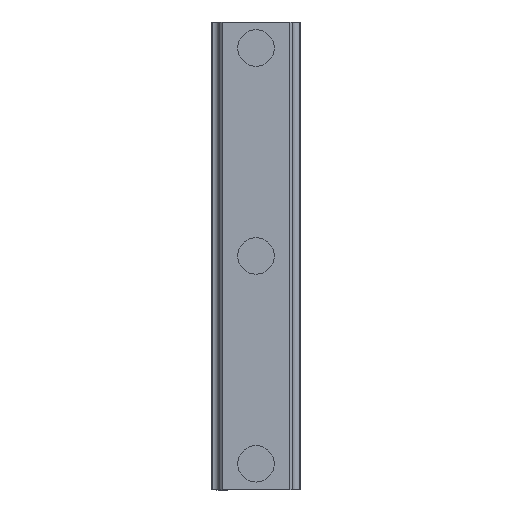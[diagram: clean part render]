
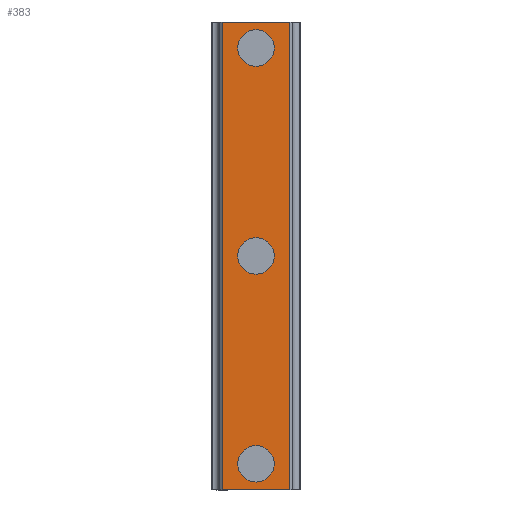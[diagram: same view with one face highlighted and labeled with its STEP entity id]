
A CAD part, top view. The second image highlights one B-rep face of the part: STEP entity #383.
In plain terms, the highlighted planar face has unit normal (0, 0, 1).
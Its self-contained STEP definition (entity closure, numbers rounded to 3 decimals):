
#383=ADVANCED_FACE('',(#788,#789,#790,#791),#792,.T.);
#788=FACE_BOUND('',#1211,.T.);
#789=FACE_BOUND('',#1212,.T.);
#790=FACE_BOUND('',#1213,.T.);
#791=FACE_OUTER_BOUND('',#1214,.T.);
#792=PLANE('',#1215);
#1211=EDGE_LOOP('',(#2347,#2348));
#1212=EDGE_LOOP('',(#2349,#2350));
#1213=EDGE_LOOP('',(#2351,#2352));
#1214=EDGE_LOOP('',(#2353,#2354,#2355,#2356));
#1215=AXIS2_PLACEMENT_3D('',#2357,#2358,#2359);
#2347=ORIENTED_EDGE('',*,*,#2562,.T.);
#2348=ORIENTED_EDGE('',*,*,#2925,.T.);
#2349=ORIENTED_EDGE('',*,*,#2552,.T.);
#2350=ORIENTED_EDGE('',*,*,#2931,.T.);
#2351=ORIENTED_EDGE('',*,*,#2542,.T.);
#2352=ORIENTED_EDGE('',*,*,#2937,.T.);
#2353=ORIENTED_EDGE('',*,*,#2904,.T.);
#2354=ORIENTED_EDGE('',*,*,#2984,.F.);
#2355=ORIENTED_EDGE('',*,*,#2774,.T.);
#2356=ORIENTED_EDGE('',*,*,#2982,.T.);
#2357=CARTESIAN_POINT('',(0.0,180.0,27.5));
#2358=DIRECTION('',(0.0,0.0,1.0));
#2359=DIRECTION('',(-1.0,0.0,0.0));
#2542=EDGE_CURVE('',#3040,#3037,#3041,.T.);
#2552=EDGE_CURVE('',#3058,#3055,#3059,.T.);
#2562=EDGE_CURVE('',#3076,#3073,#3077,.T.);
#2774=EDGE_CURVE('',#3400,#3398,#3401,.T.);
#2904=EDGE_CURVE('',#3615,#3613,#3616,.T.);
#2925=EDGE_CURVE('',#3073,#3076,#3655,.T.);
#2931=EDGE_CURVE('',#3055,#3058,#3661,.T.);
#2937=EDGE_CURVE('',#3037,#3040,#3667,.T.);
#2982=EDGE_CURVE('',#3398,#3615,#3712,.T.);
#2984=EDGE_CURVE('',#3400,#3613,#3714,.T.);
#3037=VERTEX_POINT('',#3769);
#3040=VERTEX_POINT('',#3773);
#3041=CIRCLE('',#3774,7.0);
#3055=VERTEX_POINT('',#3791);
#3058=VERTEX_POINT('',#3795);
#3059=CIRCLE('',#3796,7.0);
#3073=VERTEX_POINT('',#3813);
#3076=VERTEX_POINT('',#3817);
#3077=CIRCLE('',#3818,7.0);
#3398=VERTEX_POINT('',#4271);
#3400=VERTEX_POINT('',#4274);
#3401=LINE('',#4275,#4276);
#3613=VERTEX_POINT('',#4574);
#3615=VERTEX_POINT('',#4577);
#3616=LINE('',#4578,#4579);
#3655=CIRCLE('',#4628,7.0);
#3661=CIRCLE('',#4634,7.0);
#3667=CIRCLE('',#4640,7.0);
#3712=LINE('',#4705,#4706);
#3714=LINE('',#4708,#4709);
#3769=CARTESIAN_POINT('',(7.0,10.0,27.5));
#3773=CARTESIAN_POINT('',(-7.0,10.0,27.5));
#3774=AXIS2_PLACEMENT_3D('',#4781,#4782,#4783);
#3791=CARTESIAN_POINT('',(7.0,90.0,27.5));
#3795=CARTESIAN_POINT('',(-7.0,90.0,27.5));
#3796=AXIS2_PLACEMENT_3D('',#4797,#4798,#4799);
#3813=CARTESIAN_POINT('',(7.0,170.0,27.5));
#3817=CARTESIAN_POINT('',(-7.0,170.0,27.5));
#3818=AXIS2_PLACEMENT_3D('',#4813,#4814,#4815);
#4271=CARTESIAN_POINT('',(-13.042,180.0,27.5));
#4274=CARTESIAN_POINT('',(13.042,180.0,27.5));
#4275=CARTESIAN_POINT('',(13.042,180.0,27.5));
#4276=VECTOR('',#5024,1.0);
#4574=CARTESIAN_POINT('',(13.042,0.0,27.5));
#4577=CARTESIAN_POINT('',(-13.042,0.0,27.5));
#4578=CARTESIAN_POINT('',(13.042,0.0,27.5));
#4579=VECTOR('',#5166,1.0);
#4628=AXIS2_PLACEMENT_3D('',#5204,#5205,#5206);
#4634=AXIS2_PLACEMENT_3D('',#5213,#5214,#5215);
#4640=AXIS2_PLACEMENT_3D('',#5222,#5223,#5224);
#4705=CARTESIAN_POINT('',(-13.042,180.0,27.5));
#4706=VECTOR('',#5251,1.0);
#4708=CARTESIAN_POINT('',(13.042,180.0,27.5));
#4709=VECTOR('',#5252,1.0);
#4781=CARTESIAN_POINT('',(0.0,10.0,27.5));
#4782=DIRECTION('',(0.0,0.0,-1.0));
#4783=DIRECTION('',(1.0,0.0,0.0));
#4797=CARTESIAN_POINT('',(0.0,90.0,27.5));
#4798=DIRECTION('',(0.0,0.0,-1.0));
#4799=DIRECTION('',(1.0,0.0,0.0));
#4813=CARTESIAN_POINT('',(0.0,170.0,27.5));
#4814=DIRECTION('',(0.0,0.0,-1.0));
#4815=DIRECTION('',(1.0,0.0,0.0));
#5024=DIRECTION('',(-1.0,0.0,0.0));
#5166=DIRECTION('',(1.0,0.0,0.0));
#5204=CARTESIAN_POINT('',(0.0,170.0,27.5));
#5205=DIRECTION('',(0.0,0.0,-1.0));
#5206=DIRECTION('',(1.0,0.0,0.0));
#5213=CARTESIAN_POINT('',(0.0,90.0,27.5));
#5214=DIRECTION('',(0.0,0.0,-1.0));
#5215=DIRECTION('',(1.0,0.0,0.0));
#5222=CARTESIAN_POINT('',(0.0,10.0,27.5));
#5223=DIRECTION('',(0.0,0.0,-1.0));
#5224=DIRECTION('',(1.0,0.0,0.0));
#5251=DIRECTION('',(0.0,-1.0,0.0));
#5252=DIRECTION('',(0.0,-1.0,0.0));
